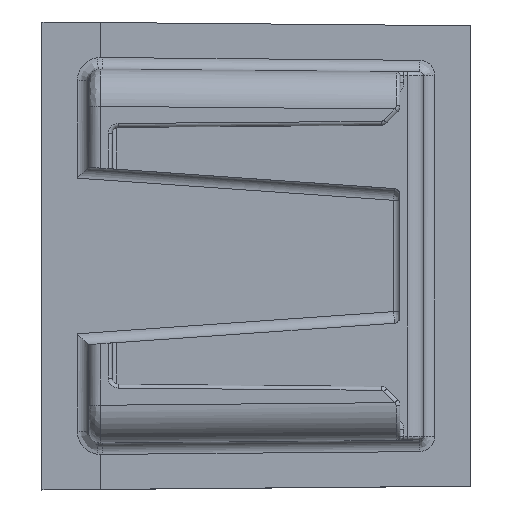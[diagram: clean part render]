
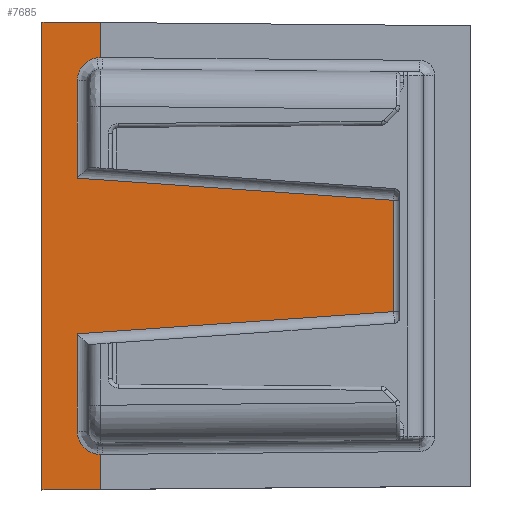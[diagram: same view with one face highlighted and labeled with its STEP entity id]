
A CAD part, top view. The second image highlights one B-rep face of the part: STEP entity #7685.
In plain terms, the highlighted planar face has unit normal (-0.009, 0, 1).
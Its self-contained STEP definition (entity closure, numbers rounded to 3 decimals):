
#5036=CARTESIAN_POINT('Vertex',(-23.,-15.033,-1.833)) ;
#5039=CARTESIAN_POINT('Line Origine',(-23.,0.,-1.833)) ;
#5043=CARTESIAN_POINT('Vertex',(-23.,15.033,-1.833)) ;
#5102=CARTESIAN_POINT('Line Origine',(-21.126,15.016,-1.816)) ;
#5106=CARTESIAN_POINT('Vertex',(-19.252,15.,-1.8)) ;
#5152=CARTESIAN_POINT('Vertex',(-19.252,-15.,-1.8)) ;
#5155=CARTESIAN_POINT('Line Origine',(-21.126,-15.016,-1.816)) ;
#5790=CARTESIAN_POINT('Line Origine',(-19.252,0.,-1.8)) ;
#5794=CARTESIAN_POINT('Vertex',(-19.252,12.75,-1.8)) ;
#5908=CARTESIAN_POINT('Line Origine',(-19.252,0.,-1.8)) ;
#5912=CARTESIAN_POINT('Vertex',(-19.252,-12.75,-1.8)) ;
#6093=CARTESIAN_POINT('Control Point',(-19.482,12.731,-1.802)) ;
#6094=CARTESIAN_POINT('Control Point',(-19.503,12.728,-1.802)) ;
#6095=CARTESIAN_POINT('Control Point',(-19.523,12.724,-1.802)) ;
#6096=CARTESIAN_POINT('Control Point',(-19.543,12.72,-1.803)) ;
#6097=CARTESIAN_POINT('Control Point',(-19.694,12.688,-1.804)) ;
#6098=CARTESIAN_POINT('Control Point',(-19.84,12.636,-1.805)) ;
#6099=CARTESIAN_POINT('Control Point',(-19.961,12.577,-1.806)) ;
#6100=CARTESIAN_POINT('Control Point',(-20.188,12.434,-1.808)) ;
#6101=CARTESIAN_POINT('Control Point',(-20.378,12.245,-1.81)) ;
#6102=CARTESIAN_POINT('Control Point',(-20.462,12.14,-1.811)) ;
#6103=CARTESIAN_POINT('Control Point',(-20.606,11.913,-1.812)) ;
#6104=CARTESIAN_POINT('Control Point',(-20.696,11.66,-1.813)) ;
#6105=CARTESIAN_POINT('Control Point',(-20.726,11.529,-1.813)) ;
#6106=CARTESIAN_POINT('Control Point',(-20.743,11.393,-1.813)) ;
#6107=CARTESIAN_POINT('Control Point',(-20.743,11.257,-1.813)) ;
#6108=CARTESIAN_POINT('Control Point',(-20.743,11.255,-1.813)) ;
#6109=CARTESIAN_POINT('Control Point',(-20.743,11.252,-1.813)) ;
#6110=CARTESIAN_POINT('Control Point',(-20.743,11.25,-1.813)) ;
#6111=CARTESIAN_POINT('Vertex',(-20.743,11.25,-1.813)) ;
#6113=CARTESIAN_POINT('Vertex',(-19.482,12.731,-1.802)) ;
#6239=CARTESIAN_POINT('Vertex',(-20.743,-11.25,-1.813)) ;
#6243=CARTESIAN_POINT('Control Point',(-20.743,-11.25,-1.813)) ;
#6244=CARTESIAN_POINT('Control Point',(-20.743,-11.289,-1.813)) ;
#6245=CARTESIAN_POINT('Control Point',(-20.742,-11.329,-1.813)) ;
#6246=CARTESIAN_POINT('Control Point',(-20.74,-11.368,-1.813)) ;
#6247=CARTESIAN_POINT('Control Point',(-20.72,-11.562,-1.813)) ;
#6248=CARTESIAN_POINT('Control Point',(-20.67,-11.752,-1.812)) ;
#6249=CARTESIAN_POINT('Control Point',(-20.61,-11.898,-1.812)) ;
#6250=CARTESIAN_POINT('Control Point',(-20.453,-12.171,-1.811)) ;
#6251=CARTESIAN_POINT('Control Point',(-20.232,-12.394,-1.809)) ;
#6252=CARTESIAN_POINT('Control Point',(-20.107,-12.491,-1.807)) ;
#6253=CARTESIAN_POINT('Control Point',(-19.909,-12.608,-1.806)) ;
#6254=CARTESIAN_POINT('Control Point',(-19.693,-12.684,-1.804)) ;
#6255=CARTESIAN_POINT('Control Point',(-19.624,-12.704,-1.803)) ;
#6256=CARTESIAN_POINT('Control Point',(-19.553,-12.719,-1.803)) ;
#6257=CARTESIAN_POINT('Control Point',(-19.482,-12.731,-1.802)) ;
#6258=CARTESIAN_POINT('Vertex',(-19.482,-12.731,-1.802)) ;
#6682=CARTESIAN_POINT('Control Point',(-19.257,12.75,-1.8)) ;
#6683=CARTESIAN_POINT('Control Point',(-19.255,12.75,-1.8)) ;
#6684=CARTESIAN_POINT('Control Point',(-19.254,12.75,-1.8)) ;
#6685=CARTESIAN_POINT('Control Point',(-19.252,12.75,-1.8)) ;
#6686=CARTESIAN_POINT('Vertex',(-19.257,12.75,-1.8)) ;
#6690=CARTESIAN_POINT('Control Point',(-19.257,12.75,-1.8)) ;
#6691=CARTESIAN_POINT('Control Point',(-19.332,12.749,-1.801)) ;
#6692=CARTESIAN_POINT('Control Point',(-19.407,12.743,-1.801)) ;
#6693=CARTESIAN_POINT('Control Point',(-19.482,12.731,-1.802)) ;
#7247=CARTESIAN_POINT('Control Point',(-19.482,-12.731,-1.802)) ;
#7248=CARTESIAN_POINT('Control Point',(-19.408,-12.743,-1.801)) ;
#7249=CARTESIAN_POINT('Control Point',(-19.332,-12.749,-1.801)) ;
#7250=CARTESIAN_POINT('Control Point',(-19.257,-12.75,-1.8)) ;
#7251=CARTESIAN_POINT('Vertex',(-19.257,-12.75,-1.8)) ;
#7255=CARTESIAN_POINT('Control Point',(-19.257,-12.75,-1.8)) ;
#7256=CARTESIAN_POINT('Control Point',(-19.255,-12.75,-1.8)) ;
#7257=CARTESIAN_POINT('Control Point',(-19.254,-12.75,-1.8)) ;
#7258=CARTESIAN_POINT('Control Point',(-19.252,-12.75,-1.8)) ;
#7426=CARTESIAN_POINT('Vertex',(-20.743,-4.999,-1.813)) ;
#7429=CARTESIAN_POINT('Line Origine',(-20.743,0.,-1.813)) ;
#7453=CARTESIAN_POINT('Vertex',(-20.743,4.999,-1.813)) ;
#7456=CARTESIAN_POINT('Line Origine',(-20.743,0.,-1.813)) ;
#7645=CARTESIAN_POINT('Axis2P3D Location',(-19.25,0.,-1.8)) ;
#7651=CARTESIAN_POINT('Control Point',(-20.743,4.999,-1.813)) ;
#7652=CARTESIAN_POINT('Control Point',(-0.397,3.576,-1.635)) ;
#7653=CARTESIAN_POINT('Vertex',(-0.397,3.576,-1.635)) ;
#7657=CARTESIAN_POINT('Control Point',(-0.397,-3.576,-1.635)) ;
#7658=CARTESIAN_POINT('Control Point',(-20.743,-4.999,-1.813)) ;
#7659=CARTESIAN_POINT('Vertex',(-0.397,-3.576,-1.635)) ;
#7662=CARTESIAN_POINT('Line Origine',(-0.397,0.,-1.635)) ;
#5040=DIRECTION('Vector Direction',(0.,-1.,0.)) ;
#5103=DIRECTION('Vector Direction',(-1.,0.009,-0.009)) ;
#5156=DIRECTION('Vector Direction',(-1.,-0.009,-0.009)) ;
#5791=DIRECTION('Vector Direction',(0.,-1.,0.)) ;
#5909=DIRECTION('Vector Direction',(0.,-1.,0.)) ;
#7430=DIRECTION('Vector Direction',(0.,1.,0.)) ;
#7457=DIRECTION('Vector Direction',(0.,1.,0.)) ;
#7646=DIRECTION('Axis2P3D Direction',(-0.009,0.,1.)) ;
#7647=DIRECTION('Axis2P3D XDirection',(0.,-1.,0.)) ;
#7663=DIRECTION('Vector Direction',(0.,-1.,0.)) ;
#7648=AXIS2_PLACEMENT_3D('Plane Axis2P3D',#7645,#7646,#7647) ;
#7668=ORIENTED_EDGE('',*,*,#7655,.T.) ;
#7669=ORIENTED_EDGE('',*,*,#7460,.T.) ;
#7670=ORIENTED_EDGE('',*,*,#6115,.T.) ;
#7671=ORIENTED_EDGE('',*,*,#6694,.T.) ;
#7672=ORIENTED_EDGE('',*,*,#6688,.T.) ;
#7673=ORIENTED_EDGE('',*,*,#5796,.T.) ;
#7674=ORIENTED_EDGE('',*,*,#5108,.F.) ;
#7675=ORIENTED_EDGE('',*,*,#5045,.F.) ;
#7676=ORIENTED_EDGE('',*,*,#5159,.F.) ;
#7677=ORIENTED_EDGE('',*,*,#5914,.T.) ;
#7678=ORIENTED_EDGE('',*,*,#7259,.T.) ;
#7679=ORIENTED_EDGE('',*,*,#7253,.T.) ;
#7680=ORIENTED_EDGE('',*,*,#6260,.T.) ;
#7681=ORIENTED_EDGE('',*,*,#7433,.T.) ;
#7682=ORIENTED_EDGE('',*,*,#7661,.T.) ;
#7683=ORIENTED_EDGE('',*,*,#7666,.F.) ;
#5041=VECTOR('Line Direction',#5040,1.) ;
#5104=VECTOR('Line Direction',#5103,1.) ;
#5157=VECTOR('Line Direction',#5156,1.) ;
#5792=VECTOR('Line Direction',#5791,1.) ;
#5910=VECTOR('Line Direction',#5909,1.) ;
#7431=VECTOR('Line Direction',#7430,1.) ;
#7458=VECTOR('Line Direction',#7457,1.) ;
#7664=VECTOR('Line Direction',#7663,1.) ;
#7685=ADVANCED_FACE('PartBody',(#7684),#7649,.T.) ;
#6092=B_SPLINE_CURVE_WITH_KNOTS('',5,(#6093,#6094,#6095,#6096,#6097,#6098,#6099,#6100,#6101,#6102,#6103,#6104,#6105,#6106,#6107,#6108,#6109,#6110),.UNSPECIFIED.,.F.,.U.,(6,3,3,3,3,6),(4.212,4.328,5.074,5.819,6.565,6.579),.UNSPECIFIED.) ;
#6242=B_SPLINE_CURVE_WITH_KNOTS('',5,(#6243,#6244,#6245,#6246,#6247,#6248,#6249,#6250,#6251,#6252,#6253,#6254,#6255,#6256,#6257),.UNSPECIFIED.,.F.,.U.,(6,3,3,3,6),(3.959,4.179,5.049,5.923,6.326),.UNSPECIFIED.) ;
#6681=B_SPLINE_CURVE_WITH_KNOTS('',3,(#6682,#6683,#6684,#6685),.UNSPECIFIED.,.F.,.U.,(4,4),(-7.757,-7.753),.UNSPECIFIED.) ;
#6689=B_SPLINE_CURVE_WITH_KNOTS('',3,(#6690,#6691,#6692,#6693),.UNSPECIFIED.,.F.,.U.,(4,4),(3.959,4.212),.UNSPECIFIED.) ;
#7246=B_SPLINE_CURVE_WITH_KNOTS('',3,(#7247,#7248,#7249,#7250),.UNSPECIFIED.,.F.,.U.,(4,4),(6.326,6.579),.UNSPECIFIED.) ;
#7254=B_SPLINE_CURVE_WITH_KNOTS('',3,(#7255,#7256,#7257,#7258),.UNSPECIFIED.,.F.,.U.,(4,4),(-7.757,-7.753),.UNSPECIFIED.) ;
#7650=B_SPLINE_CURVE_WITH_KNOTS('',1,(#7651,#7652),.UNSPECIFIED.,.F.,.U.,(2,2),(-9.266,11.131),.UNSPECIFIED.) ;
#7656=B_SPLINE_CURVE_WITH_KNOTS('',1,(#7657,#7658),.UNSPECIFIED.,.F.,.U.,(2,2),(-11.131,9.266),.UNSPECIFIED.) ;
#5045=EDGE_CURVE('',#5037,#5044,#5042,.F.) ;
#5108=EDGE_CURVE('',#5044,#5107,#5105,.F.) ;
#5159=EDGE_CURVE('',#5153,#5037,#5158,.T.) ;
#5796=EDGE_CURVE('',#5795,#5107,#5793,.F.) ;
#5914=EDGE_CURVE('',#5153,#5913,#5911,.F.) ;
#6115=EDGE_CURVE('',#6112,#6114,#6092,.F.) ;
#6260=EDGE_CURVE('',#6259,#6240,#6242,.F.) ;
#6688=EDGE_CURVE('',#6687,#5795,#6681,.T.) ;
#6694=EDGE_CURVE('',#6114,#6687,#6689,.F.) ;
#7253=EDGE_CURVE('',#7252,#6259,#7246,.F.) ;
#7259=EDGE_CURVE('',#5913,#7252,#7254,.F.) ;
#7433=EDGE_CURVE('',#6240,#7427,#7432,.T.) ;
#7460=EDGE_CURVE('',#7454,#6112,#7459,.T.) ;
#7655=EDGE_CURVE('',#7654,#7454,#7650,.F.) ;
#7661=EDGE_CURVE('',#7427,#7660,#7656,.F.) ;
#7666=EDGE_CURVE('',#7654,#7660,#7665,.T.) ;
#7667=EDGE_LOOP('',(#7668,#7669,#7670,#7671,#7672,#7673,#7674,#7675,#7676,#7677,#7678,#7679,#7680,#7681,#7682,#7683)) ;
#7684=FACE_OUTER_BOUND('',#7667,.T.) ;
#5042=LINE('Line',#5039,#5041) ;
#5105=LINE('Line',#5102,#5104) ;
#5158=LINE('Line',#5155,#5157) ;
#5793=LINE('Line',#5790,#5792) ;
#5911=LINE('Line',#5908,#5910) ;
#7432=LINE('Line',#7429,#7431) ;
#7459=LINE('Line',#7456,#7458) ;
#7665=LINE('Line',#7662,#7664) ;
#7649=PLANE('Plane',#7648) ;
#5037=VERTEX_POINT('',#5036) ;
#5044=VERTEX_POINT('',#5043) ;
#5107=VERTEX_POINT('',#5106) ;
#5153=VERTEX_POINT('',#5152) ;
#5795=VERTEX_POINT('',#5794) ;
#5913=VERTEX_POINT('',#5912) ;
#6112=VERTEX_POINT('',#6111) ;
#6114=VERTEX_POINT('',#6113) ;
#6240=VERTEX_POINT('',#6239) ;
#6259=VERTEX_POINT('',#6258) ;
#6687=VERTEX_POINT('',#6686) ;
#7252=VERTEX_POINT('',#7251) ;
#7427=VERTEX_POINT('',#7426) ;
#7454=VERTEX_POINT('',#7453) ;
#7654=VERTEX_POINT('',#7653) ;
#7660=VERTEX_POINT('',#7659) ;
